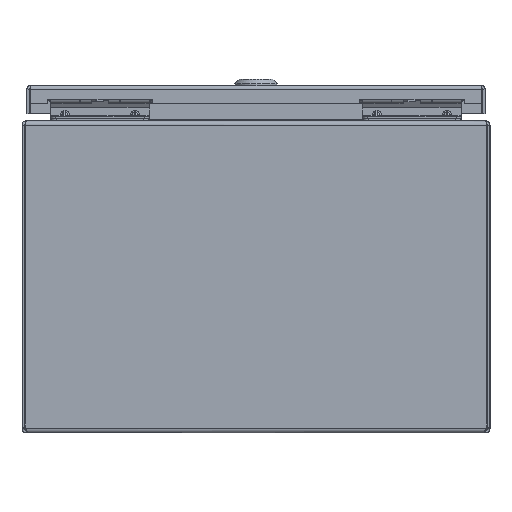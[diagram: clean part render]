
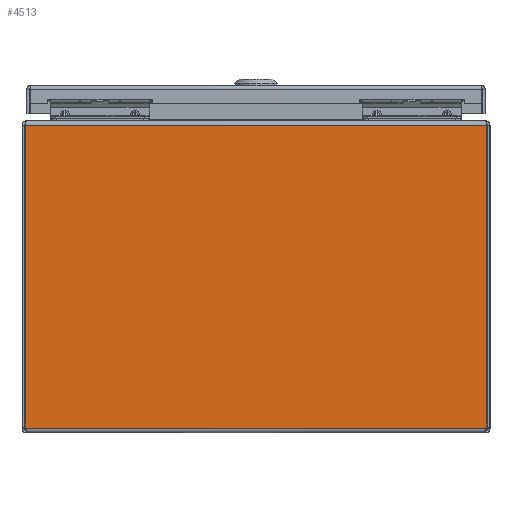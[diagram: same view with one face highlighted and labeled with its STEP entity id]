
A CAD part, left-side view. The second image highlights one B-rep face of the part: STEP entity #4513.
In plain terms, the highlighted planar face has unit normal (-1, 0, 0).
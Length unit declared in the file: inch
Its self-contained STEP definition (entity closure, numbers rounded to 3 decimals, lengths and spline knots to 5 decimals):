
#3086=CARTESIAN_POINT('',(0.,0.08505,7.89475));
#3087=VERTEX_POINT('',#3086);
#3116=CARTESIAN_POINT('',(0.,11.91495,7.89475));
#3117=VERTEX_POINT('',#3116);
#3131=CARTESIAN_POINT('',(0.,0.08505,7.89475));
#3132=DIRECTION('',(0.0,1.0,0.0));
#3133=VECTOR('',#3132,11.8299);
#3134=LINE('',#3131,#3133);
#3135=EDGE_CURVE('',#3087,#3117,#3134,.T.);
#3460=CARTESIAN_POINT('',(0.,11.92,7.89475));
#3461=VERTEX_POINT('',#3460);
#3468=CARTESIAN_POINT('',(0.,11.91495,7.89475));
#3469=DIRECTION('',(0.0,1.0,0.0));
#3470=VECTOR('',#3469,0.00505);
#3471=LINE('',#3468,#3470);
#3472=EDGE_CURVE('',#3117,#3461,#3471,.T.);
#3638=CARTESIAN_POINT('',(0.,0.08,7.89475));
#3639=VERTEX_POINT('',#3638);
#3640=CARTESIAN_POINT('',(0.,0.08,7.89475));
#3641=DIRECTION('',(0.0,1.0,0.0));
#3642=VECTOR('',#3641,0.00505);
#3643=LINE('',#3640,#3642);
#3644=EDGE_CURVE('',#3639,#3087,#3643,.T.);
#3669=CARTESIAN_POINT('',(0.,0.08,0.12697));
#3670=VERTEX_POINT('',#3669);
#3671=CARTESIAN_POINT('',(0.,0.08,7.89475));
#3672=DIRECTION('',(0.0,0.0,-1.0));
#3673=VECTOR('',#3672,7.76778);
#3674=LINE('',#3671,#3673);
#3675=EDGE_CURVE('',#3639,#3670,#3674,.T.);
#4401=CARTESIAN_POINT('',(0.,11.88639,0.10525));
#4402=VERTEX_POINT('',#4401);
#4409=CARTESIAN_POINT('',(0.,11.92,0.12697));
#4410=VERTEX_POINT('',#4409);
#4411=CARTESIAN_POINT('',(0.,11.93847,0.06153));
#4412=DIRECTION('',(1.0,0.0,0.0));
#4413=DIRECTION('',(0.0,0.0,-1.0));
#4414=AXIS2_PLACEMENT_3D('',#4411,#4412,#4413);
#4415=CIRCLE('',#4414,0.068);
#4416=EDGE_CURVE('',#4410,#4402,#4415,.T.);
#4480=CARTESIAN_POINT('',(0.,6.,4.0089));
#4481=DIRECTION('',(1.0,0.0,0.0));
#4482=DIRECTION('',(0.0,0.0,-1.0));
#4483=AXIS2_PLACEMENT_3D('',#4480,#4481,#4482);
#4484=PLANE('',#4483);
#4485=ORIENTED_EDGE('',*,*,#3644,.T.);
#4486=ORIENTED_EDGE('',*,*,#3135,.T.);
#4487=ORIENTED_EDGE('',*,*,#3472,.T.);
#4488=CARTESIAN_POINT('',(0.,11.92,0.12697));
#4489=DIRECTION('',(0.0,0.0,1.0));
#4490=VECTOR('',#4489,7.76778);
#4491=LINE('',#4488,#4490);
#4492=EDGE_CURVE('',#4410,#3461,#4491,.T.);
#4493=ORIENTED_EDGE('',*,*,#4492,.F.);
#4494=ORIENTED_EDGE('',*,*,#4416,.T.);
#4495=CARTESIAN_POINT('',(0.,0.11361,0.10525));
#4496=VERTEX_POINT('',#4495);
#4497=CARTESIAN_POINT('',(0.,11.88639,0.10525));
#4498=DIRECTION('',(0.0,-1.0,0.0));
#4499=VECTOR('',#4498,11.77279);
#4500=LINE('',#4497,#4499);
#4501=EDGE_CURVE('',#4402,#4496,#4500,.T.);
#4502=ORIENTED_EDGE('',*,*,#4501,.T.);
#4503=CARTESIAN_POINT('',(0.,0.06153,0.06153));
#4504=DIRECTION('',(1.0,0.0,0.0));
#4505=DIRECTION('',(0.0,0.0,-1.0));
#4506=AXIS2_PLACEMENT_3D('',#4503,#4504,#4505);
#4507=CIRCLE('',#4506,0.068);
#4508=EDGE_CURVE('',#4496,#3670,#4507,.T.);
#4509=ORIENTED_EDGE('',*,*,#4508,.T.);
#4510=ORIENTED_EDGE('',*,*,#3675,.F.);
#4511=EDGE_LOOP('',(#4485,#4486,#4487,#4493,#4494,#4502,#4509,#4510));
#4512=FACE_OUTER_BOUND('',#4511,.T.);
#4513=ADVANCED_FACE('',(#4512),#4484,.F.);
